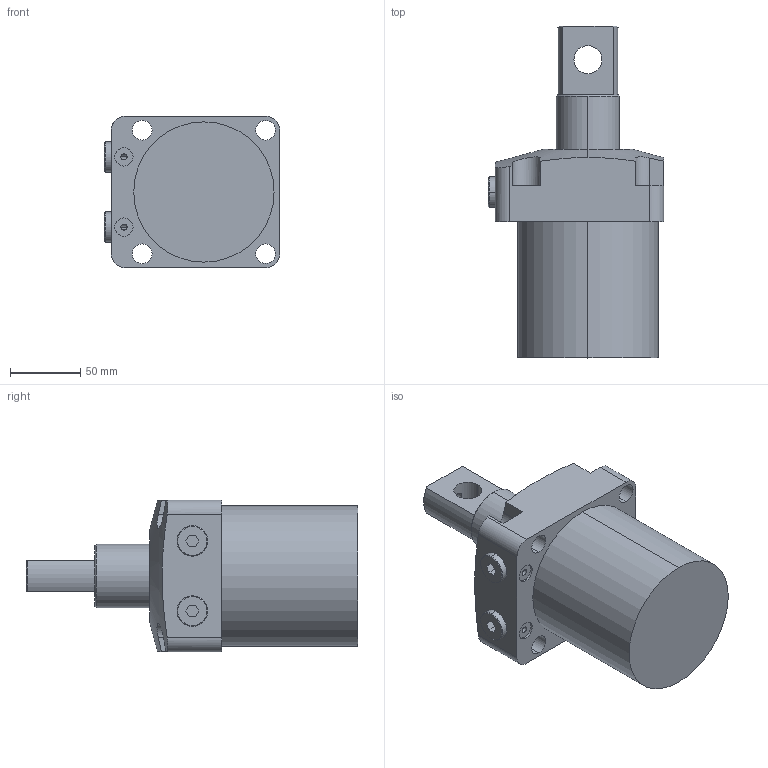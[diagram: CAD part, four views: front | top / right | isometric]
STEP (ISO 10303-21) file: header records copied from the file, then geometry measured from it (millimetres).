
FILE_DESCRIPTION (( 'STEP AP214' ), '1' );
FILE_NAME ('CHA-105PD.STEP', '2018-11-11T06:43:32', ( '' ), ( '' ), 'SwSTEP 2.0', 'SolidWorks 2016', '' );
FILE_SCHEMA (( 'AUTOMOTIVE_DESIGN' ));
Length unit declared in the file: millimetre
Products named in the file (4): G3-8黑芛; CHA-105PD(HSG); CHA-105PSR-90(BT); CHA-105PD
Assembly tree (4 placements, depth 2):
  CHA-105PD
    CHA-105PSR-90(BT)
    CHA-105PD(HSG)
    G3-8黑芛  x2
Bounding box: 125 x 236.5 x 108 mm (x, y, z)
Volume: 1365232.4 mm3; surface area: 129426.6 mm2
Topology: 4 solids, 4 shells, 113 faces, 271 edges, 176 vertices
Faces by surface type: plane 50, cylinder 49, cone 14
Entity records: 3424 total; most frequent: CARTESIAN_POINT 961, DIRECTION 485, ORIENTED_EDGE 466, EDGE_CURVE 233, AXIS2_PLACEMENT_3D 187, VERTEX_POINT 152, EDGE_LOOP 119, VECTOR 111
